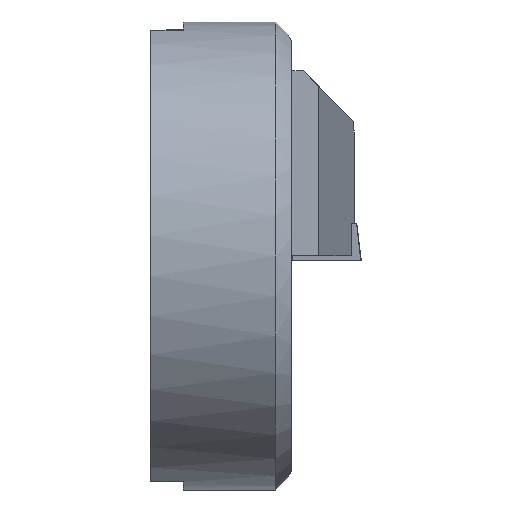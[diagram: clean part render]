
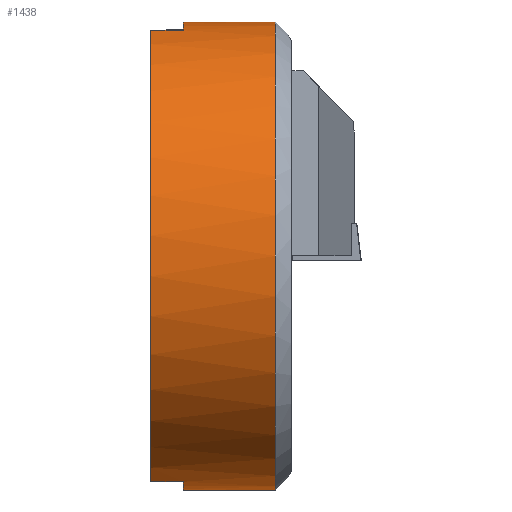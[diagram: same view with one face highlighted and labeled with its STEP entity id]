
A CAD part, left-side view. The second image highlights one B-rep face of the part: STEP entity #1438.
In plain terms, the highlighted cylindrical face has radius 15 mm (diameter 30 mm), a partial arc.
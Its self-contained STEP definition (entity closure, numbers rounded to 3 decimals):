
#790=EDGE_CURVE('NONE',#1730,#1996,#2215,.T.);
#908=VERTEX_POINT('NONE',#2346);
#1180=EDGE_CURVE('NONE',#1768,#2118,#2643,.T.);
#1312=VERTEX_POINT('NONE',#2790);
#1356=EDGE_CURVE('NONE',#1312,#1768,#2837,.T.);
#1378=EDGE_CURVE('NONE',#1488,#1730,#2862,.T.);
#1438=ADVANCED_FACE('NONE',(#2929),#2930,.T.);
#1488=VERTEX_POINT('NONE',#2988);
#1492=VERTEX_POINT('NONE',#2992);
#1510=EDGE_CURVE('NONE',#1996,#908,#3013,.T.);
#1620=EDGE_CURVE('NONE',#1488,#2118,#3135,.T.);
#1670=EDGE_CURVE('NONE',#1492,#1312,#3194,.T.);
#1730=VERTEX_POINT('NONE',#3259);
#1768=VERTEX_POINT('NONE',#3300);
#1864=EDGE_CURVE('NONE',#908,#1492,#3408,.T.);
#1996=VERTEX_POINT('NONE',#3556);
#2118=VERTEX_POINT('NONE',#3690);
#2215=LINE('',#3804,#3805);
#2346=CARTESIAN_POINT('',(-3.95,-2.1,14.471));
#2643=CIRCLE('',#4390,15.0);
#2790=CARTESIAN_POINT('',(-3.95,0.,-14.471));
#2837=LINE('',#4662,#4663);
#2862=CIRCLE('',#4697,15.0);
#2929=FACE_OUTER_BOUND('',#4785,.T.);
#2930=CYLINDRICAL_SURFACE('',#4786,15.0);
#2988=CARTESIAN_POINT('',(0.,-8.0,-15.0));
#2992=CARTESIAN_POINT('',(-3.95,0.,14.471));
#3013=CIRCLE('',#4891,15.0);
#3135=LINE('',#5055,#5056);
#3194=CIRCLE('',#5151,15.0);
#3259=CARTESIAN_POINT('',(0.,-8.0,15.0));
#3300=CARTESIAN_POINT('',(-3.95,-2.1,-14.471));
#3408=LINE('',#5446,#5447);
#3556=CARTESIAN_POINT('',(0.,-2.1,15.0));
#3690=CARTESIAN_POINT('',(0.,-2.1,-15.0));
#3804=CARTESIAN_POINT('',(0.,-14.0,15.0));
#3805=VECTOR('',#5944,1000.0);
#4390=AXIS2_PLACEMENT_3D('',#6412,#6413,#6414);
#4662=CARTESIAN_POINT('',(-3.95,-14.0,-14.471));
#4663=VECTOR('',#6651,1000.0);
#4697=AXIS2_PLACEMENT_3D('',#6684,#6685,#6686);
#4785=EDGE_LOOP('',(#6771,#6772,#6773,#6774,#6775,#6776,#6777,#6778));
#4786=AXIS2_PLACEMENT_3D('',#6779,#6780,#6781);
#4891=AXIS2_PLACEMENT_3D('',#6885,#6886,#6887);
#5055=CARTESIAN_POINT('',(0.,-14.0,-15.0));
#5056=VECTOR('',#7022,1000.0);
#5151=AXIS2_PLACEMENT_3D('',#7128,#7129,#7130);
#5446=CARTESIAN_POINT('',(-3.95,-14.0,14.471));
#5447=VECTOR('',#7381,1000.0);
#5944=DIRECTION('',(0.,1.0,0.));
#6412=CARTESIAN_POINT('',(0.,-2.1,0.));
#6413=DIRECTION('',(0.,-1.0,0.));
#6414=DIRECTION('',(1.0,0.,0.));
#6651=DIRECTION('',(0.,-1.0,0.));
#6684=CARTESIAN_POINT('',(0.,-8.0,0.));
#6685=DIRECTION('',(0.,1.0,0.));
#6686=DIRECTION('',(0.,0.,-1.0));
#6771=ORIENTED_EDGE('',*,*,#1378,.T.);
#6772=ORIENTED_EDGE('',*,*,#790,.T.);
#6773=ORIENTED_EDGE('',*,*,#1510,.T.);
#6774=ORIENTED_EDGE('',*,*,#1864,.T.);
#6775=ORIENTED_EDGE('',*,*,#1670,.T.);
#6776=ORIENTED_EDGE('',*,*,#1356,.T.);
#6777=ORIENTED_EDGE('',*,*,#1180,.T.);
#6778=ORIENTED_EDGE('',*,*,#1620,.F.);
#6779=CARTESIAN_POINT('',(0.,-14.0,0.));
#6780=DIRECTION('',(0.,1.0,0.));
#6781=DIRECTION('',(0.,0.,-1.0));
#6885=CARTESIAN_POINT('',(0.,-2.1,0.));
#6886=DIRECTION('',(0.,-1.0,0.));
#6887=DIRECTION('',(1.0,0.,0.));
#7022=DIRECTION('',(0.,1.0,0.));
#7128=CARTESIAN_POINT('',(0.0,0.0,0.0));
#7129=DIRECTION('',(0.,-1.0,0.));
#7130=DIRECTION('',(0.,0.,-1.0));
#7381=DIRECTION('',(0.,1.0,0.));
